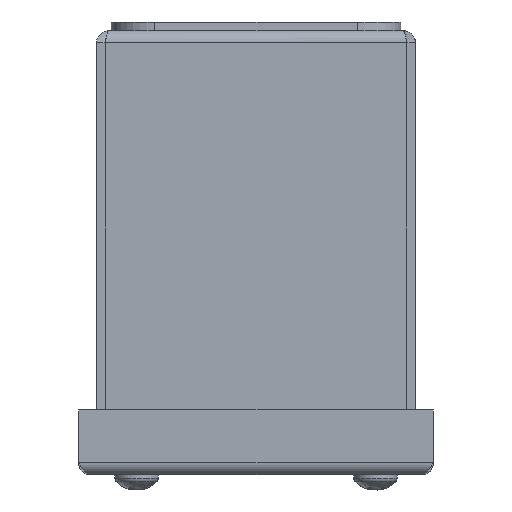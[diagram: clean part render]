
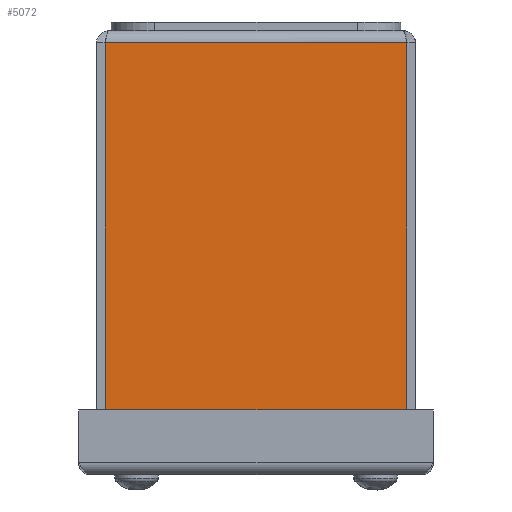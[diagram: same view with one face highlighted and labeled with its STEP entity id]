
A CAD part, left-side view. The second image highlights one B-rep face of the part: STEP entity #5072.
In plain terms, the highlighted face is planar.
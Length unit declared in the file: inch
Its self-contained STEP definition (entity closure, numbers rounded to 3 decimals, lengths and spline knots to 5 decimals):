
#379=LINE('',#7448,#837);
#389=LINE('',#7473,#847);
#390=LINE('',#7475,#848);
#391=LINE('',#7476,#849);
#837=VECTOR('',#6062,2.60059);
#847=VECTOR('',#6094,3.2895);
#848=VECTOR('',#6095,2.60059);
#849=VECTOR('',#6096,3.2895);
#1213=PLANE('',#5400);
#1472=FACE_OUTER_BOUND('',#1780,.T.);
#1780=EDGE_LOOP('',(#3651,#3652,#3653,#3654));
#2306=VERTEX_POINT('',#7445);
#2307=VERTEX_POINT('',#7447);
#2311=VERTEX_POINT('',#7472);
#2312=VERTEX_POINT('',#7474);
#2799=EDGE_CURVE('',#2307,#2306,#379,.T.);
#2812=EDGE_CURVE('',#2311,#2306,#389,.T.);
#2813=EDGE_CURVE('',#2311,#2312,#390,.T.);
#2814=EDGE_CURVE('',#2307,#2312,#391,.T.);
#3651=ORIENTED_EDGE('',*,*,#2799,.T.);
#3652=ORIENTED_EDGE('',*,*,#2812,.F.);
#3653=ORIENTED_EDGE('',*,*,#2813,.T.);
#3654=ORIENTED_EDGE('',*,*,#2814,.F.);
#5072=ADVANCED_FACE('',(#1472),#1213,.F.);
#5400=AXIS2_PLACEMENT_3D('',#7471,#6092,#6093);
#6062=DIRECTION('',(-1.,0.,0.));
#6092=DIRECTION('center_axis',(0.,1.,0.));
#6093=DIRECTION('ref_axis',(1.,0.,0.));
#6094=DIRECTION('',(0.,0.,1.));
#6095=DIRECTION('',(1.,0.,0.));
#6096=DIRECTION('',(0.,0.,-1.));
#7445=CARTESIAN_POINT('',(0.07471,0.,3.39475));
#7447=CARTESIAN_POINT('',(2.67529,0.,3.39475));
#7448=CARTESIAN_POINT('',(2.02515,0.,3.39475));
#7471=CARTESIAN_POINT('Origin',(1.375,0.,1.72296));
#7472=CARTESIAN_POINT('',(0.07471,0.,0.10525));
#7473=CARTESIAN_POINT('',(0.07471,0.,0.10525));
#7474=CARTESIAN_POINT('',(2.67529,0.,0.10525));
#7475=CARTESIAN_POINT('',(1.375,0.,0.10525));
#7476=CARTESIAN_POINT('',(2.67529,0.,0.10525));
